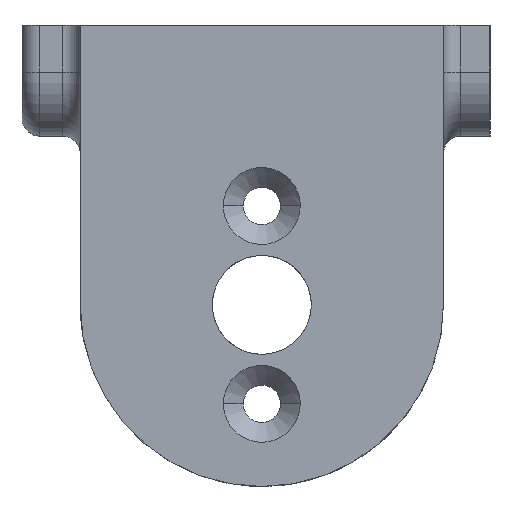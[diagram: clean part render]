
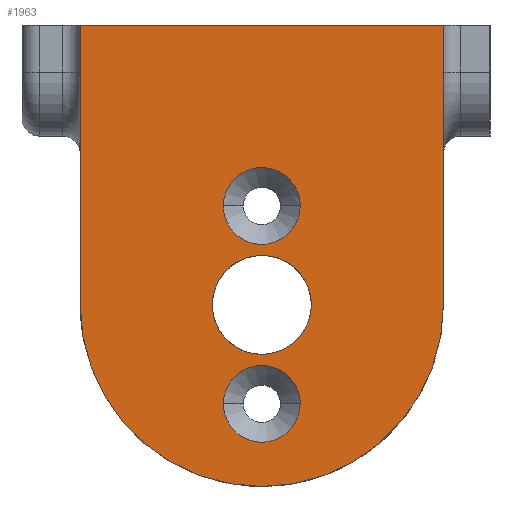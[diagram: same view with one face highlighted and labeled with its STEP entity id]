
A CAD part, left-side view. The second image highlights one B-rep face of the part: STEP entity #1963.
In plain terms, the highlighted planar face has unit normal (-1, 0, 0).
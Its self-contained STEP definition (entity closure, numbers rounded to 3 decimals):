
#770=CARTESIAN_POINT('Vertex',(-74.,15.6,0.)) ;
#773=CARTESIAN_POINT('Line Origine',(-74.,15.6,12.)) ;
#777=CARTESIAN_POINT('Vertex',(-74.,15.6,24.)) ;
#1193=CARTESIAN_POINT('Line Origine',(-74.,0.,24.)) ;
#1197=CARTESIAN_POINT('Vertex',(-74.,-15.6,24.)) ;
#1806=CARTESIAN_POINT('Vertex',(-74.,-15.6,0.)) ;
#1809=CARTESIAN_POINT('Axis2P3D Location',(-74.,0.,0.)) ;
#1821=CARTESIAN_POINT('Axis2P3D Location',(-74.,0.,0.)) ;
#1826=CARTESIAN_POINT('Line Origine',(-74.,-15.6,4.185)) ;
#1838=CARTESIAN_POINT('Control Point',(-74.,-4.25,0.)) ;
#1839=CARTESIAN_POINT('Control Point',(-74.,-4.25,-0.668)) ;
#1840=CARTESIAN_POINT('Control Point',(-74.,-4.119,-1.335)) ;
#1841=CARTESIAN_POINT('Control Point',(-74.,-3.857,-1.968)) ;
#1842=CARTESIAN_POINT('Control Point',(-74.,-3.098,-3.098)) ;
#1843=CARTESIAN_POINT('Control Point',(-74.,-1.968,-3.857)) ;
#1844=CARTESIAN_POINT('Control Point',(-74.,-1.335,-4.119)) ;
#1845=CARTESIAN_POINT('Control Point',(-74.,0.,-4.381)) ;
#1846=CARTESIAN_POINT('Control Point',(-74.,1.335,-4.119)) ;
#1847=CARTESIAN_POINT('Control Point',(-74.,1.968,-3.857)) ;
#1848=CARTESIAN_POINT('Control Point',(-74.,3.098,-3.098)) ;
#1849=CARTESIAN_POINT('Control Point',(-74.,3.857,-1.968)) ;
#1850=CARTESIAN_POINT('Control Point',(-74.,4.119,-1.335)) ;
#1851=CARTESIAN_POINT('Control Point',(-74.,4.25,-0.668)) ;
#1852=CARTESIAN_POINT('Control Point',(-74.,4.25,0.)) ;
#1853=CARTESIAN_POINT('Vertex',(-74.,-4.25,0.)) ;
#1855=CARTESIAN_POINT('Vertex',(-74.,4.25,0.)) ;
#1859=CARTESIAN_POINT('Control Point',(-74.,4.25,0.)) ;
#1860=CARTESIAN_POINT('Control Point',(-74.,4.25,0.668)) ;
#1861=CARTESIAN_POINT('Control Point',(-74.,4.119,1.335)) ;
#1862=CARTESIAN_POINT('Control Point',(-74.,3.857,1.968)) ;
#1863=CARTESIAN_POINT('Control Point',(-74.,3.098,3.098)) ;
#1864=CARTESIAN_POINT('Control Point',(-74.,1.968,3.857)) ;
#1865=CARTESIAN_POINT('Control Point',(-74.,1.335,4.119)) ;
#1866=CARTESIAN_POINT('Control Point',(-74.,0.,4.381)) ;
#1867=CARTESIAN_POINT('Control Point',(-74.,-1.335,4.119)) ;
#1868=CARTESIAN_POINT('Control Point',(-74.,-1.968,3.857)) ;
#1869=CARTESIAN_POINT('Control Point',(-74.,-3.098,3.098)) ;
#1870=CARTESIAN_POINT('Control Point',(-74.,-3.857,1.968)) ;
#1871=CARTESIAN_POINT('Control Point',(-74.,-4.119,1.335)) ;
#1872=CARTESIAN_POINT('Control Point',(-74.,-4.25,0.668)) ;
#1873=CARTESIAN_POINT('Control Point',(-74.,-4.25,0.)) ;
#1880=CARTESIAN_POINT('Control Point',(-74.,-3.3,-8.5)) ;
#1881=CARTESIAN_POINT('Control Point',(-74.,-3.3,-9.018)) ;
#1882=CARTESIAN_POINT('Control Point',(-74.,-3.198,-9.537)) ;
#1883=CARTESIAN_POINT('Control Point',(-74.,-2.995,-10.028)) ;
#1884=CARTESIAN_POINT('Control Point',(-74.,-2.405,-10.905)) ;
#1885=CARTESIAN_POINT('Control Point',(-74.,-1.528,-11.495)) ;
#1886=CARTESIAN_POINT('Control Point',(-74.,-1.037,-11.698)) ;
#1887=CARTESIAN_POINT('Control Point',(-74.,0.,-11.902)) ;
#1888=CARTESIAN_POINT('Control Point',(-74.,1.037,-11.698)) ;
#1889=CARTESIAN_POINT('Control Point',(-74.,1.528,-11.495)) ;
#1890=CARTESIAN_POINT('Control Point',(-74.,2.405,-10.905)) ;
#1891=CARTESIAN_POINT('Control Point',(-74.,2.995,-10.028)) ;
#1892=CARTESIAN_POINT('Control Point',(-74.,3.198,-9.537)) ;
#1893=CARTESIAN_POINT('Control Point',(-74.,3.3,-9.018)) ;
#1894=CARTESIAN_POINT('Control Point',(-74.,3.3,-8.5)) ;
#1895=CARTESIAN_POINT('Vertex',(-74.,-3.3,-8.5)) ;
#1897=CARTESIAN_POINT('Vertex',(-74.,3.3,-8.5)) ;
#1901=CARTESIAN_POINT('Control Point',(-74.,3.3,-8.5)) ;
#1902=CARTESIAN_POINT('Control Point',(-74.,3.3,-7.982)) ;
#1903=CARTESIAN_POINT('Control Point',(-74.,3.198,-7.463)) ;
#1904=CARTESIAN_POINT('Control Point',(-74.,2.995,-6.972)) ;
#1905=CARTESIAN_POINT('Control Point',(-74.,2.405,-6.095)) ;
#1906=CARTESIAN_POINT('Control Point',(-74.,1.528,-5.505)) ;
#1907=CARTESIAN_POINT('Control Point',(-74.,1.037,-5.302)) ;
#1908=CARTESIAN_POINT('Control Point',(-74.,0.,-5.098)) ;
#1909=CARTESIAN_POINT('Control Point',(-74.,-1.037,-5.302)) ;
#1910=CARTESIAN_POINT('Control Point',(-74.,-1.528,-5.505)) ;
#1911=CARTESIAN_POINT('Control Point',(-74.,-2.405,-6.095)) ;
#1912=CARTESIAN_POINT('Control Point',(-74.,-2.995,-6.972)) ;
#1913=CARTESIAN_POINT('Control Point',(-74.,-3.198,-7.463)) ;
#1914=CARTESIAN_POINT('Control Point',(-74.,-3.3,-7.982)) ;
#1915=CARTESIAN_POINT('Control Point',(-74.,-3.3,-8.5)) ;
#1922=CARTESIAN_POINT('Control Point',(-74.,-3.3,8.5)) ;
#1923=CARTESIAN_POINT('Control Point',(-74.,-3.3,7.982)) ;
#1924=CARTESIAN_POINT('Control Point',(-74.,-3.198,7.463)) ;
#1925=CARTESIAN_POINT('Control Point',(-74.,-2.995,6.972)) ;
#1926=CARTESIAN_POINT('Control Point',(-74.,-2.405,6.095)) ;
#1927=CARTESIAN_POINT('Control Point',(-74.,-1.528,5.505)) ;
#1928=CARTESIAN_POINT('Control Point',(-74.,-1.037,5.302)) ;
#1929=CARTESIAN_POINT('Control Point',(-74.,0.,5.098)) ;
#1930=CARTESIAN_POINT('Control Point',(-74.,1.037,5.302)) ;
#1931=CARTESIAN_POINT('Control Point',(-74.,1.528,5.505)) ;
#1932=CARTESIAN_POINT('Control Point',(-74.,2.405,6.095)) ;
#1933=CARTESIAN_POINT('Control Point',(-74.,2.995,6.972)) ;
#1934=CARTESIAN_POINT('Control Point',(-74.,3.198,7.463)) ;
#1935=CARTESIAN_POINT('Control Point',(-74.,3.3,7.982)) ;
#1936=CARTESIAN_POINT('Control Point',(-74.,3.3,8.5)) ;
#1937=CARTESIAN_POINT('Vertex',(-74.,-3.3,8.5)) ;
#1939=CARTESIAN_POINT('Vertex',(-74.,3.3,8.5)) ;
#1943=CARTESIAN_POINT('Control Point',(-74.,3.3,8.5)) ;
#1944=CARTESIAN_POINT('Control Point',(-74.,3.3,9.018)) ;
#1945=CARTESIAN_POINT('Control Point',(-74.,3.198,9.537)) ;
#1946=CARTESIAN_POINT('Control Point',(-74.,2.995,10.028)) ;
#1947=CARTESIAN_POINT('Control Point',(-74.,2.405,10.905)) ;
#1948=CARTESIAN_POINT('Control Point',(-74.,1.528,11.495)) ;
#1949=CARTESIAN_POINT('Control Point',(-74.,1.037,11.698)) ;
#1950=CARTESIAN_POINT('Control Point',(-74.,0.,11.902)) ;
#1951=CARTESIAN_POINT('Control Point',(-74.,-1.037,11.698)) ;
#1952=CARTESIAN_POINT('Control Point',(-74.,-1.528,11.495)) ;
#1953=CARTESIAN_POINT('Control Point',(-74.,-2.405,10.905)) ;
#1954=CARTESIAN_POINT('Control Point',(-74.,-2.995,10.028)) ;
#1955=CARTESIAN_POINT('Control Point',(-74.,-3.198,9.537)) ;
#1956=CARTESIAN_POINT('Control Point',(-74.,-3.3,9.018)) ;
#1957=CARTESIAN_POINT('Control Point',(-74.,-3.3,8.5)) ;
#775=VECTOR('Line Direction',#774,1.) ;
#1195=VECTOR('Line Direction',#1194,1.) ;
#1828=VECTOR('Line Direction',#1827,1.) ;
#774=DIRECTION('Vector Direction',(0.,0.,1.)) ;
#1194=DIRECTION('Vector Direction',(0.,-1.,0.)) ;
#1810=DIRECTION('Axis2P3D Direction',(1.,0.,0.)) ;
#1822=DIRECTION('Axis2P3D Direction',(1.,0.,0.)) ;
#1823=DIRECTION('Axis2P3D XDirection',(0.,1.,0.)) ;
#1827=DIRECTION('Vector Direction',(0.,0.,1.)) ;
#1811=AXIS2_PLACEMENT_3D('Circle Axis2P3D',#1809,#1810,$) ;
#1824=AXIS2_PLACEMENT_3D('Plane Axis2P3D',#1821,#1822,#1823) ;
#776=LINE('Line',#773,#775) ;
#1196=LINE('Line',#1193,#1195) ;
#1829=LINE('Line',#1826,#1828) ;
#1812=CIRCLE('generated circle',#1811,15.6) ;
#1825=PLANE('',#1824) ;
#1878=FACE_BOUND('',#1875,.T.) ;
#1920=FACE_BOUND('',#1917,.T.) ;
#1962=FACE_BOUND('',#1959,.T.) ;
#779=EDGE_CURVE('',#771,#778,#776,.T.) ;
#1199=EDGE_CURVE('',#778,#1198,#1196,.T.) ;
#1813=EDGE_CURVE('',#1807,#771,#1812,.T.) ;
#1830=EDGE_CURVE('',#1198,#1807,#1829,.F.) ;
#1857=EDGE_CURVE('',#1854,#1856,#1837,.T.) ;
#1874=EDGE_CURVE('',#1856,#1854,#1858,.T.) ;
#1899=EDGE_CURVE('',#1896,#1898,#1879,.T.) ;
#1916=EDGE_CURVE('',#1898,#1896,#1900,.T.) ;
#1941=EDGE_CURVE('',#1938,#1940,#1921,.T.) ;
#1958=EDGE_CURVE('',#1940,#1938,#1942,.T.) ;
#1832=ORIENTED_EDGE('',*,*,#1199,.F.) ;
#1833=ORIENTED_EDGE('',*,*,#779,.F.) ;
#1834=ORIENTED_EDGE('',*,*,#1813,.F.) ;
#1835=ORIENTED_EDGE('',*,*,#1830,.F.) ;
#1876=ORIENTED_EDGE('',*,*,#1857,.T.) ;
#1877=ORIENTED_EDGE('',*,*,#1874,.T.) ;
#1918=ORIENTED_EDGE('',*,*,#1899,.T.) ;
#1919=ORIENTED_EDGE('',*,*,#1916,.T.) ;
#1960=ORIENTED_EDGE('',*,*,#1941,.T.) ;
#1961=ORIENTED_EDGE('',*,*,#1958,.T.) ;
#1831=EDGE_LOOP('',(#1832,#1833,#1834,#1835)) ;
#1875=EDGE_LOOP('',(#1876,#1877)) ;
#1917=EDGE_LOOP('',(#1918,#1919)) ;
#1959=EDGE_LOOP('',(#1960,#1961)) ;
#771=VERTEX_POINT('',#770) ;
#778=VERTEX_POINT('',#777) ;
#1198=VERTEX_POINT('',#1197) ;
#1807=VERTEX_POINT('',#1806) ;
#1854=VERTEX_POINT('',#1853) ;
#1856=VERTEX_POINT('',#1855) ;
#1896=VERTEX_POINT('',#1895) ;
#1898=VERTEX_POINT('',#1897) ;
#1938=VERTEX_POINT('',#1937) ;
#1940=VERTEX_POINT('',#1939) ;
#1963=ADVANCED_FACE('PartBody',(#1836,#1878,#1920,#1962),#1825,.F.) ;
#1837=B_SPLINE_CURVE_WITH_KNOTS('',5,(#1838,#1839,#1840,#1841,#1842,#1843,#1844,#1845,#1846,#1847,#1848,#1849,#1850,#1851,#1852),.UNSPECIFIED.,.F.,.U.,(6,3,3,3,6),(13.352,16.69,20.028,23.366,26.704),.UNSPECIFIED.) ;
#1858=B_SPLINE_CURVE_WITH_KNOTS('',5,(#1859,#1860,#1861,#1862,#1863,#1864,#1865,#1866,#1867,#1868,#1869,#1870,#1871,#1872,#1873),.UNSPECIFIED.,.F.,.U.,(6,3,3,3,6),(0.,3.338,6.676,10.014,13.352),.UNSPECIFIED.) ;
#1879=B_SPLINE_CURVE_WITH_KNOTS('',5,(#1880,#1881,#1882,#1883,#1884,#1885,#1886,#1887,#1888,#1889,#1890,#1891,#1892,#1893,#1894),.UNSPECIFIED.,.F.,.U.,(6,3,3,3,6),(10.367,12.959,15.551,18.143,20.735),.UNSPECIFIED.) ;
#1900=B_SPLINE_CURVE_WITH_KNOTS('',5,(#1901,#1902,#1903,#1904,#1905,#1906,#1907,#1908,#1909,#1910,#1911,#1912,#1913,#1914,#1915),.UNSPECIFIED.,.F.,.U.,(6,3,3,3,6),(20.735,23.326,25.918,28.51,31.102),.UNSPECIFIED.) ;
#1921=B_SPLINE_CURVE_WITH_KNOTS('',5,(#1922,#1923,#1924,#1925,#1926,#1927,#1928,#1929,#1930,#1931,#1932,#1933,#1934,#1935,#1936),.UNSPECIFIED.,.F.,.U.,(6,3,3,3,6),(10.367,12.959,15.551,18.143,20.735),.UNSPECIFIED.) ;
#1942=B_SPLINE_CURVE_WITH_KNOTS('',5,(#1943,#1944,#1945,#1946,#1947,#1948,#1949,#1950,#1951,#1952,#1953,#1954,#1955,#1956,#1957),.UNSPECIFIED.,.F.,.U.,(6,3,3,3,6),(0.,2.592,5.184,7.775,10.367),.UNSPECIFIED.) ;
#1836=FACE_OUTER_BOUND('',#1831,.T.) ;
